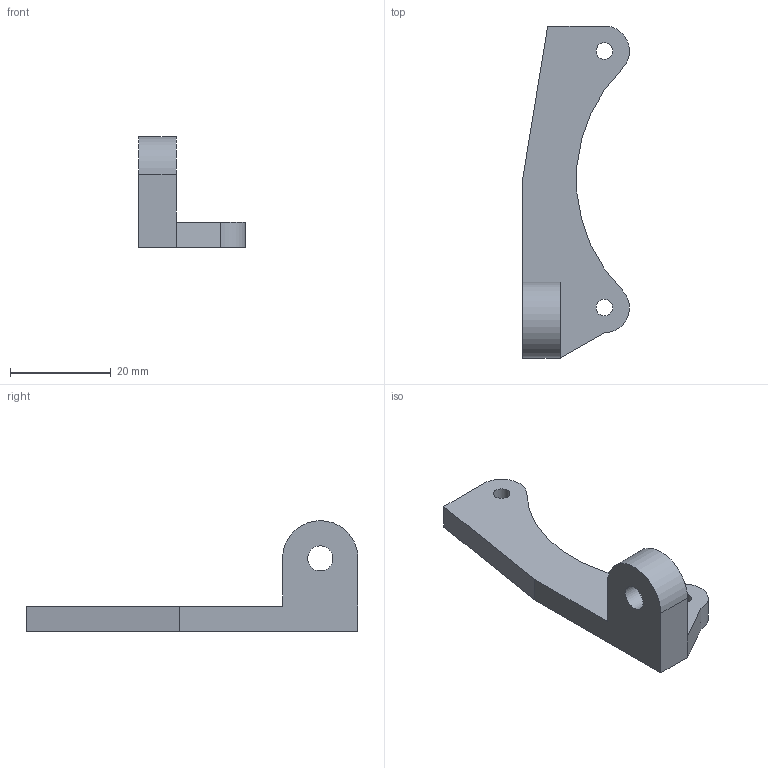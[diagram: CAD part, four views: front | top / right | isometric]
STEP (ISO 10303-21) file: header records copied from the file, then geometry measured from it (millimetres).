
FILE_DESCRIPTION(/* description */ (''),/* implementation_level */ '2;1');
FILE_NAME(/* name */ 'M60_BRACKET_A.step',/* time_stamp */ '2025-08-25T19:41:49+02:00',/* author */ (''),/* organization */ (''),/* preprocessor_version */ 'ST-DEVELOPER v20.1',/* originating_system */ 'Autodesk Translation Framework v14.10.0.0',/* authorisation */ '');
FILE_SCHEMA (('AUTOMOTIVE_DESIGN { 1 0 10303 214 3 1 1 }'));
Length unit declared in the file: millimetre
Products named in the file (1): M60_BRACKET_A
Bounding box: 21.25 x 65.99 x 22 mm (x, y, z)
Volume: 6127.7 mm3; surface area: 3506 mm2
Topology: 1 solids, 1 shells, 16 faces, 41 edges, 27 vertices
Faces by surface type: plane 9, cylinder 7
Full cylindrical faces by diameter (mm): 3.3 x2, 5 x1
Entity records: 536 total; most frequent: DIRECTION 89, CARTESIAN_POINT 85, ORIENTED_EDGE 82, EDGE_CURVE 41, AXIS2_PLACEMENT_3D 31, LINE 27, VECTOR 27, VERTEX_POINT 27
